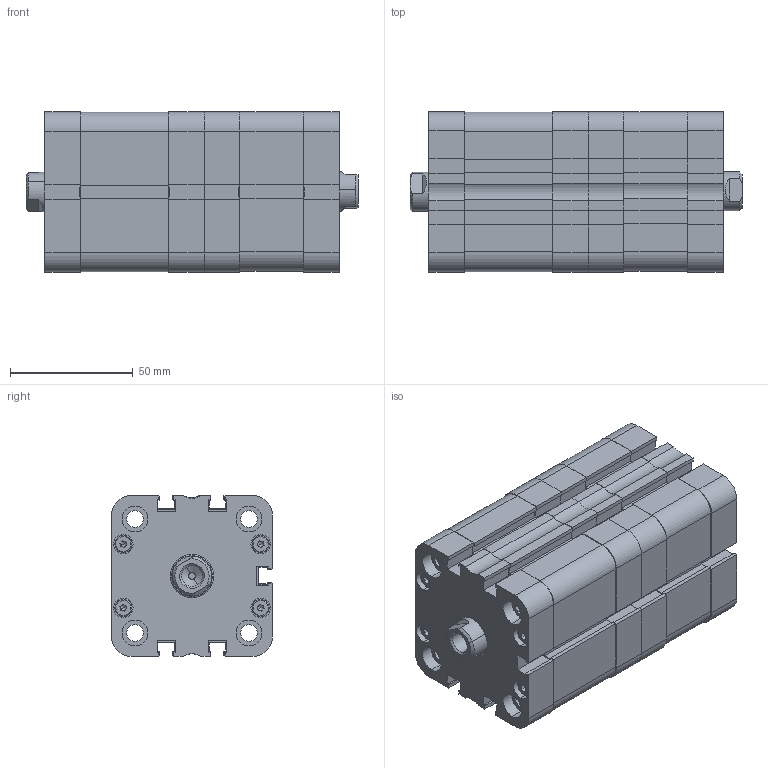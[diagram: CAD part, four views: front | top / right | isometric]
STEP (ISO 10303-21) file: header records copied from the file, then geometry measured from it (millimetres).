
FILE_DESCRIPTION (( 'STEP AP214' ), '1' );
FILE_NAME ('SM_026_050_0010_0020_NP.STEP', '2019-11-22T14:09:31', ( '' ), ( '' ), 'SwSTEP 2.0', 'SolidWorks 2019', '' );
FILE_SCHEMA (( 'AUTOMOTIVE_DESIGN' ));
Length unit declared in the file: millimetre
Products named in the file (25): Pokrywa ty³ kpl^TANDEM DT_Pok tyˆ - D050; SM_026_050_0010_0020_NP; Kopia Magnes^T³ok kpl_TANDEM DT_Magnes D050; Pokrywa przód kpl^TANDEM DT_Pokrywa prz¢d kpl - D050; Kopia SMART - U. typ Oring - pokrywa^Pokrywa przód kpl_TANDEM DT_U. typ Oring - D050; Tuleja^TANDEM DT_Tuleja - D050; Kopia SMART - U. typ Oring - pokrywa^Pokrywa ty³ kpl_TANDEM DT_U. typ Oring - D050; Kopia Pokrywa ty³^Pokrywa ty³ kpl_TANDEM DT_Smart - Pok tyˆ - D050; Kopia SMART - U. t硂czyska^Pokrywa prz骴 kpl_TANDEM DT_U. t坥czyska - D050; Kopia SMART - U. t³oka S^T³ok kpl_TANDEM DT_U. tˆoka S - D050; Kopia Pierœcieñ prowadz¹cy^T³ok kpl_TANDEM DT_Pier˜cieä prowadz¥cy D050; T³oczysko^TANDEM DT_Tˆoczysko - D050; T硂k kpl^TANDEM DT_T坥k kpl - D050; Tuleja^TANDEM DT - 2_Tuleja - D050; socket head thin cap screw_din_DIN 7984 - M8 x 25 --- 21.25N; Kopia Tuleja prowadz¹ca^Pokrywa przód kpl_TANDEM DT_Tuleja prowadz¥ca - D050; T³oczysko^TANDEM DT - 2_Tˆoczysko - D050; socket head thin cap screw_din_DIN 7984 - M4 x 18 --- 15.9N; Kopia SMART - U. t³oka luŸna^T³ok kpl_TANDEM DT_U. tˆoka lu«na - D050; Kopia SMART - U. t³oka wklejana^T³ok kpl_TANDEM DT_U. tˆoka wklejana - D050; Kopia T硂k^T硂k kpl_TANDEM DT_T坥k - D050; Kopia Pokrywa prz^Pokrywa prz kpl_TANDEM DT_Smart - Pok prz｢d - D050
Assembly tree (52 placements, depth 3):
  SM_026_050_0010_0020_NP
    Pokrywa przód kpl^TANDEM DT_Pokrywa prz¢d kpl - D050
      Kopia Pokrywa prz^Pokrywa prz kpl_TANDEM DT_Smart - Pok prz｢d - D050
      Kopia SMART - U. typ Oring - pokrywa^Pokrywa przód kpl_TANDEM DT_U. typ Oring - D050
      Kopia Tuleja prowadz¹ca^Pokrywa przód kpl_TANDEM DT_Tuleja prowadz¥ca - D050
      Kopia SMART - U. t硂czyska^Pokrywa prz骴 kpl_TANDEM DT_U. t坥czyska - D050
    Tuleja^TANDEM DT_Tuleja - D050
    Pokrywa ty³ kpl^TANDEM DT_Pok tyˆ - D050
      Kopia Pokrywa ty³^Pokrywa ty³ kpl_TANDEM DT_Smart - Pok tyˆ - D050
      Kopia SMART - U. typ Oring - pokrywa^Pokrywa ty³ kpl_TANDEM DT_U. typ Oring - D050
    socket head thin cap screw_din_DIN 7984 - M4 x 18 --- 15.9N  x16
    T硂k kpl^TANDEM DT_T坥k kpl - D050
      Kopia T硂k^T硂k kpl_TANDEM DT_T坥k - D050
      Kopia Magnes^T³ok kpl_TANDEM DT_Magnes D050
      Kopia Pierœcieñ prowadz¹cy^T³ok kpl_TANDEM DT_Pier˜cieä prowadz¥cy D050
      Kopia SMART - U. t³oka luŸna^T³ok kpl_TANDEM DT_U. tˆoka lu«na - D050
      Kopia SMART - U. t³oka wklejana^T³ok kpl_TANDEM DT_U. tˆoka wklejana - D050
      Kopia SMART - U. t³oka S^T³ok kpl_TANDEM DT_U. tˆoka S - D050
    socket head thin cap screw_din_DIN 7984 - M8 x 25 --- 21.25N  x2
    T³oczysko^TANDEM DT_Tˆoczysko - D050
    Pokrywa przód kpl^TANDEM DT_Pokrywa prz¢d kpl - D050
      Kopia Pokrywa prz^Pokrywa prz kpl_TANDEM DT_Smart - Pok prz｢d - D050
      Kopia SMART - U. typ Oring - pokrywa^Pokrywa przód kpl_TANDEM DT_U. typ Oring - D050
      Kopia Tuleja prowadz¹ca^Pokrywa przód kpl_TANDEM DT_Tuleja prowadz¥ca - D050
      Kopia SMART - U. t硂czyska^Pokrywa prz骴 kpl_TANDEM DT_U. t坥czyska - D050
    Tuleja^TANDEM DT - 2_Tuleja - D050
    Pokrywa ty³ kpl^TANDEM DT_Pok tyˆ - D050
      Kopia Pokrywa ty³^Pokrywa ty³ kpl_TANDEM DT_Smart - Pok tyˆ - D050
      Kopia SMART - U. typ Oring - pokrywa^Pokrywa ty³ kpl_TANDEM DT_U. typ Oring - D050
    T硂k kpl^TANDEM DT_T坥k kpl - D050
      Kopia T硂k^T硂k kpl_TANDEM DT_T坥k - D050
      Kopia Magnes^T³ok kpl_TANDEM DT_Magnes D050
      Kopia Pierœcieñ prowadz¹cy^T³ok kpl_TANDEM DT_Pier˜cieä prowadz¥cy D050
      Kopia SMART - U. t³oka luŸna^T³ok kpl_TANDEM DT_U. tˆoka lu«na - D050
      Kopia SMART - U. t³oka wklejana^T³ok kpl_TANDEM DT_U. tˆoka wklejana - D050
      Kopia SMART - U. t³oka S^T³ok kpl_TANDEM DT_U. tˆoka S - D050
    T³oczysko^TANDEM DT - 2_Tˆoczysko - D050
Bounding box: 135.4 x 65.5 x 65.5 mm (x, y, z)
Volume: 310046.3 mm3; surface area: 199360 mm2
Topology: 48 solids, 48 shells, 2126 faces, 5248 edges, 3370 vertices
Faces by surface type: plane 1054, cylinder 644, bspline 204, cone 152, torus 72
Entity records: 39136 total; most frequent: CARTESIAN_POINT 11660, ORIENTED_EDGE 5460, DIRECTION 5392, EDGE_CURVE 2730, AXIS2_PLACEMENT_3D 1881, VERTEX_POINT 1794, VECTOR 1630, LINE 1630
